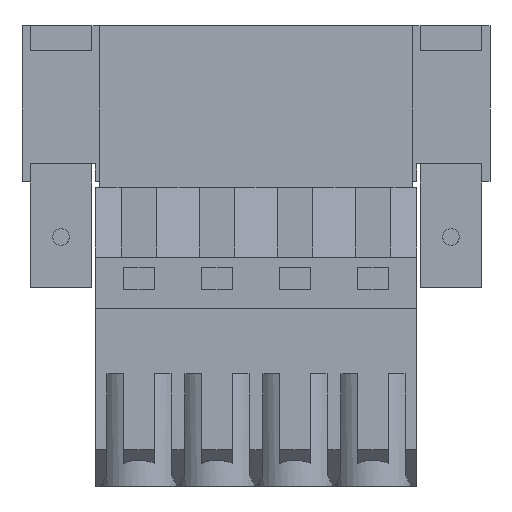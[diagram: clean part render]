
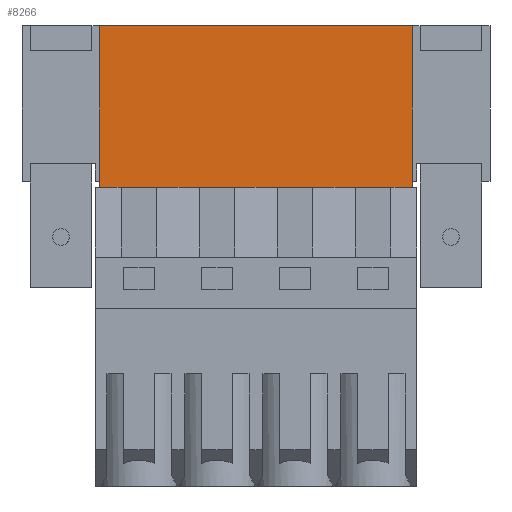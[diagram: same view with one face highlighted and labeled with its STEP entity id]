
A CAD part, front view. The second image highlights one B-rep face of the part: STEP entity #8266.
In plain terms, the highlighted planar face has unit normal (0, -1, 0).
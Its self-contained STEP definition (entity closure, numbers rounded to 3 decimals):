
#8239=AXIS2_PLACEMENT_3D('Plane Axis2P3D',#8236,#8237,#8238) ;
#5155=CARTESIAN_POINT('Vertex',(38.114,3.05,29.2)) ;
#5158=CARTESIAN_POINT('Line Origine',(22.86,3.05,29.2)) ;
#5162=CARTESIAN_POINT('Vertex',(7.606,3.05,29.2)) ;
#5476=CARTESIAN_POINT('Vertex',(38.114,3.05,45.)) ;
#5694=CARTESIAN_POINT('Vertex',(7.606,3.05,45.)) ;
#5697=CARTESIAN_POINT('Line Origine',(22.86,3.05,45.)) ;
#8216=CARTESIAN_POINT('Line Origine',(38.114,3.05,29.5)) ;
#8220=CARTESIAN_POINT('Vertex',(38.114,3.05,29.8)) ;
#8236=CARTESIAN_POINT('Axis2P3D Location',(38.55,3.05,29.2)) ;
#8241=CARTESIAN_POINT('Line Origine',(38.114,3.05,37.4)) ;
#8246=CARTESIAN_POINT('Line Origine',(7.606,3.05,37.4)) ;
#8250=CARTESIAN_POINT('Vertex',(7.606,3.05,29.8)) ;
#8253=CARTESIAN_POINT('Line Origine',(7.606,3.05,29.5)) ;
#5159=DIRECTION('Vector Direction',(-1.,0.,0.)) ;
#5698=DIRECTION('Vector Direction',(-1.,0.,0.)) ;
#8217=DIRECTION('Vector Direction',(0.,0.,-1.)) ;
#8237=DIRECTION('Axis2P3D Direction',(0.,-1.,0.)) ;
#8238=DIRECTION('Axis2P3D XDirection',(0.,0.,1.)) ;
#8242=DIRECTION('Vector Direction',(0.,0.,-1.)) ;
#8247=DIRECTION('Vector Direction',(0.,0.,-1.)) ;
#8254=DIRECTION('Vector Direction',(0.,0.,-1.)) ;
#5160=VECTOR('Line Direction',#5159,1.) ;
#5699=VECTOR('Line Direction',#5698,1.) ;
#8218=VECTOR('Line Direction',#8217,1.) ;
#8243=VECTOR('Line Direction',#8242,1.) ;
#8248=VECTOR('Line Direction',#8247,1.) ;
#8255=VECTOR('Line Direction',#8254,1.) ;
#8259=ORIENTED_EDGE('',*,*,#8222,.F.) ;
#8260=ORIENTED_EDGE('',*,*,#8245,.F.) ;
#8261=ORIENTED_EDGE('',*,*,#5701,.T.) ;
#8262=ORIENTED_EDGE('',*,*,#8252,.T.) ;
#8263=ORIENTED_EDGE('',*,*,#8257,.T.) ;
#8264=ORIENTED_EDGE('',*,*,#5164,.F.) ;
#8266=ADVANCED_FACE('HOUSING',(#8265),#8240,.T.) ;
#5164=EDGE_CURVE('',#5156,#5163,#5161,.T.) ;
#5701=EDGE_CURVE('',#5477,#5695,#5700,.T.) ;
#8222=EDGE_CURVE('',#8221,#5156,#8219,.T.) ;
#8245=EDGE_CURVE('',#5477,#8221,#8244,.T.) ;
#8252=EDGE_CURVE('',#5695,#8251,#8249,.T.) ;
#8257=EDGE_CURVE('',#8251,#5163,#8256,.T.) ;
#8258=EDGE_LOOP('',(#8259,#8260,#8261,#8262,#8263,#8264)) ;
#8265=FACE_OUTER_BOUND('',#8258,.T.) ;
#5161=LINE('Line',#5158,#5160) ;
#5700=LINE('Line',#5697,#5699) ;
#8219=LINE('Line',#8216,#8218) ;
#8244=LINE('Line',#8241,#8243) ;
#8249=LINE('Line',#8246,#8248) ;
#8256=LINE('Line',#8253,#8255) ;
#8240=PLANE('',#8239) ;
#5156=VERTEX_POINT('',#5155) ;
#5163=VERTEX_POINT('',#5162) ;
#5477=VERTEX_POINT('',#5476) ;
#5695=VERTEX_POINT('',#5694) ;
#8221=VERTEX_POINT('',#8220) ;
#8251=VERTEX_POINT('',#8250) ;
